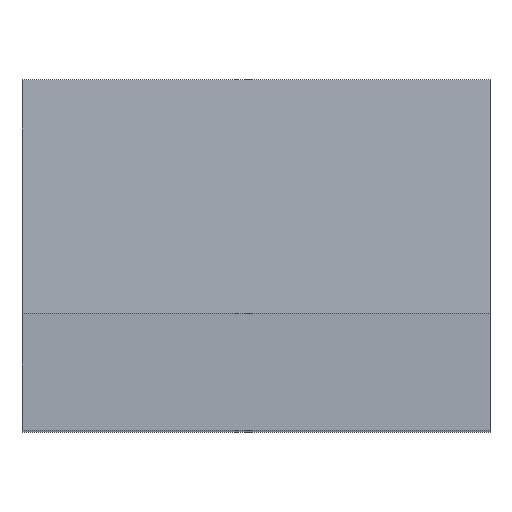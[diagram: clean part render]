
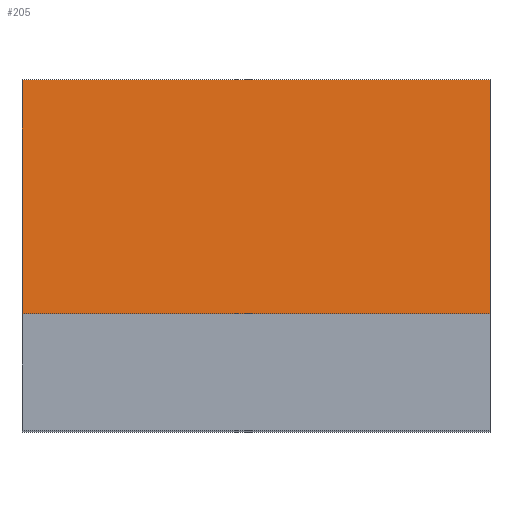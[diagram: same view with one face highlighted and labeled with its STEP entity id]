
A CAD part, top view. The second image highlights one B-rep face of the part: STEP entity #205.
In plain terms, the highlighted planar face has unit normal (0, 0.07, 0.998).
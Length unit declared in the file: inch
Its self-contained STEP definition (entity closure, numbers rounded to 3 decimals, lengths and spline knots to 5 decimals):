
#1 = LINE ( 'NONE', #114, #225 ) ;
#26 = VECTOR ( 'NONE', #362, 39.37008 ) ;
#28 = CARTESIAN_POINT ( 'NONE',  ( 0., 0.01969, 0.02252 ) ) ;
#30 = CARTESIAN_POINT ( 'NONE',  ( 0.0315, 0.00394, 0.02362 ) ) ;
#45 = LINE ( 'NONE', #30, #321 ) ;
#54 = LINE ( 'NONE', #184, #26 ) ;
#62 = CARTESIAN_POINT ( 'NONE',  ( 0.0315, 0.01969, 0.02252 ) ) ;
#78 = AXIS2_PLACEMENT_3D ( 'NONE', #112, #281, #88 ) ;
#85 = CARTESIAN_POINT ( 'NONE',  ( 0., 0.00394, 0.02362 ) ) ;
#88 = DIRECTION ( 'NONE',  ( 0., 0.998, -0.07 ) ) ;
#90 = DIRECTION ( 'NONE',  ( 0., -0.998, 0.07 ) ) ;
#112 = CARTESIAN_POINT ( 'NONE',  ( 0.0315, 0.00394, 0.02362 ) ) ;
#113 = VECTOR ( 'NONE', #186, 39.37008 ) ;
#114 = CARTESIAN_POINT ( 'NONE',  ( 0., 0.00394, 0.02362 ) ) ;
#147 = LINE ( 'NONE', #62, #113 ) ;
#160 = CARTESIAN_POINT ( 'NONE',  ( 0.0315, 0.01969, 0.02252 ) ) ;
#161 = DIRECTION ( 'NONE',  ( 0., -0.998, 0.07 ) ) ;
#169 = EDGE_LOOP ( 'NONE', ( #221, #299, #234, #282 ) ) ;
#184 = CARTESIAN_POINT ( 'NONE',  ( 0.0315, 0.00394, 0.02362 ) ) ;
#186 = DIRECTION ( 'NONE',  ( -1., 0., 0. ) ) ;
#190 = EDGE_CURVE ( 'NONE', #356, #311, #1, .T. ) ;
#191 = PLANE ( 'NONE',  #78 ) ;
#205 = ADVANCED_FACE ( 'NONE', ( #324 ), #191, .F. ) ;
#217 = CARTESIAN_POINT ( 'NONE',  ( 0.0315, 0.00394, 0.02362 ) ) ;
#221 = ORIENTED_EDGE ( 'NONE', *, *, #190, .T. ) ;
#225 = VECTOR ( 'NONE', #90, 39.37008 ) ;
#234 = ORIENTED_EDGE ( 'NONE', *, *, #309, .F. ) ;
#281 = DIRECTION ( 'NONE',  ( 0., -0.07, -0.998 ) ) ;
#282 = ORIENTED_EDGE ( 'NONE', *, *, #305, .T. ) ;
#299 = ORIENTED_EDGE ( 'NONE', *, *, #323, .F. ) ;
#305 = EDGE_CURVE ( 'NONE', #341, #356, #147, .T. ) ;
#309 = EDGE_CURVE ( 'NONE', #341, #325, #45, .T. ) ;
#311 = VERTEX_POINT ( 'NONE', #85 ) ;
#321 = VECTOR ( 'NONE', #161, 39.37008 ) ;
#323 = EDGE_CURVE ( 'NONE', #325, #311, #54, .T. ) ;
#324 = FACE_OUTER_BOUND ( 'NONE', #169, .T. ) ;
#325 = VERTEX_POINT ( 'NONE', #217 ) ;
#341 = VERTEX_POINT ( 'NONE', #160 ) ;
#356 = VERTEX_POINT ( 'NONE', #28 ) ;
#362 = DIRECTION ( 'NONE',  ( -1., 0., 0. ) ) ;
